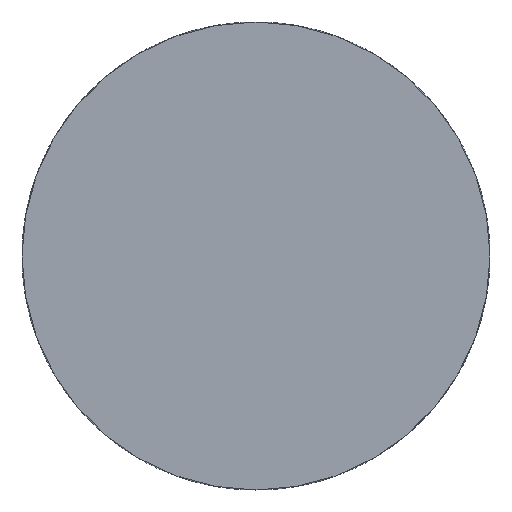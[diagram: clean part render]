
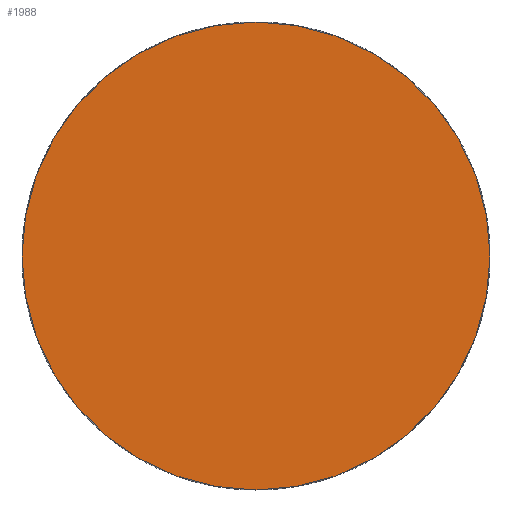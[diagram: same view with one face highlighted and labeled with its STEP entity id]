
A CAD part, top view. The second image highlights one B-rep face of the part: STEP entity #1988.
In plain terms, the highlighted planar face has unit normal (0, 0, 1).
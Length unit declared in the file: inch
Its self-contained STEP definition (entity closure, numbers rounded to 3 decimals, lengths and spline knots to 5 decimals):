
#154=PLANE($,#2224);
#244=FACE_OUTER_BOUND($,#379,.T.);
#379=EDGE_LOOP($,(#1407));
#648=CIRCLE($,#2223,2.);
#870=VERTEX_POINT($,#3435);
#1091=EDGE_CURVE($,#870,#870,#648,.T.);
#1407=ORIENTED_EDGE($,*,*,#1091,.T.);
#1988=ADVANCED_FACE($,(#244),#154,.T.);
#2223=AXIS2_PLACEMENT_3D($,#3436,#2702,#2703);
#2224=AXIS2_PLACEMENT_3D($,#3437,#2704,#2705);
#2702=DIRECTION('center_axis',(0.,0.,1.));
#2703=DIRECTION('ref_axis',(-1.,0.,0.));
#2704=DIRECTION('center_axis',(0.,0.,1.));
#2705=DIRECTION('ref_axis',(1.,0.,0.));
#3435=CARTESIAN_POINT('',(2.,0.,0.45));
#3436=CARTESIAN_POINT('Origin',(0.,0.,0.45));
#3437=CARTESIAN_POINT('Origin',(0.,0.,
0.45));
